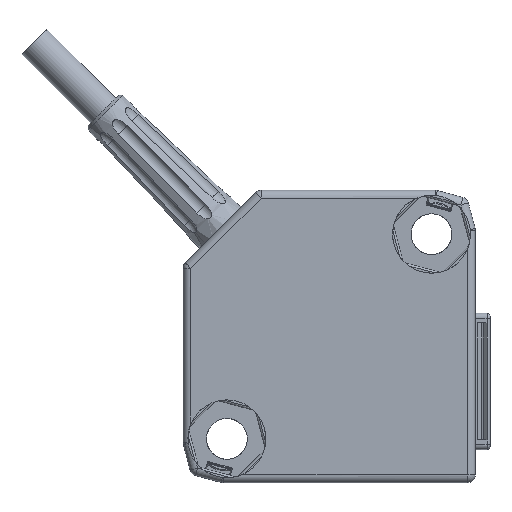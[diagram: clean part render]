
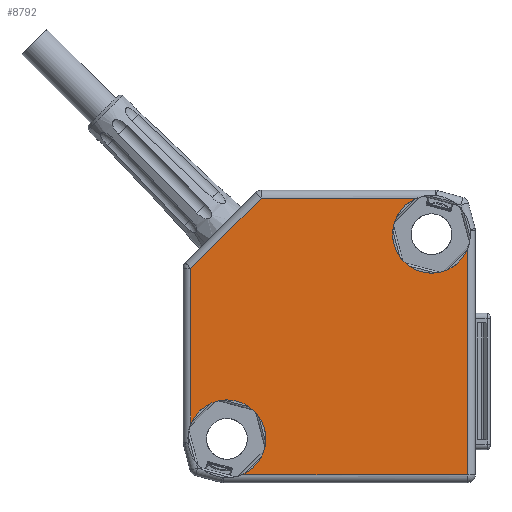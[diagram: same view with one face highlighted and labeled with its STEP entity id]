
A CAD part, front view. The second image highlights one B-rep face of the part: STEP entity #8792.
In plain terms, the highlighted planar face has unit normal (0, -1, 0).
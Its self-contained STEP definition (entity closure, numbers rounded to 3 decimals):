
#6253=DIRECTION('',(0.,0.,1.));
#6254=VECTOR('',#6253,23.18);
#6255=CARTESIAN_POINT('',(29.2,-8.1,0.8));
#6256=LINE('',#6255,#6254);
#6257=DIRECTION('',(1.,0.,0.));
#6258=VECTOR('',#6257,23.18);
#6259=CARTESIAN_POINT('',(6.02,-8.1,0.8));
#6260=LINE('',#6259,#6258);
#6261=CARTESIAN_POINT('',(4.5,-8.1,4.5));
#6262=DIRECTION('',(0.,-1.,0.));
#6263=DIRECTION('',(0.38,0.,-0.925));
#6264=AXIS2_PLACEMENT_3D('',#6261,#6262,#6263);
#6266=CARTESIAN_POINT('',(4.5,-8.1,4.5));
#6267=DIRECTION('',(0.,-1.,0.));
#6268=DIRECTION('',(0.707,0.,0.707));
#6269=AXIS2_PLACEMENT_3D('',#6266,#6267,#6268);
#6271=DIRECTION('',(0.,0.,-1.));
#6272=VECTOR('',#6271,15.975);
#6273=CARTESIAN_POINT('',(0.8,-8.1,21.995));
#6274=LINE('',#6273,#6272);
#6275=DIRECTION('',(-0.707,0.,-0.707));
#6276=VECTOR('',#6275,10.19);
#6277=CARTESIAN_POINT('',(8.005,-8.1,29.2));
#6278=LINE('',#6277,#6276);
#6279=DIRECTION('',(-1.,0.,0.));
#6280=VECTOR('',#6279,15.975);
#6281=CARTESIAN_POINT('',(23.98,-8.1,29.2));
#6282=LINE('',#6281,#6280);
#6283=CARTESIAN_POINT('',(25.5,-8.1,25.5));
#6284=DIRECTION('',(0.,-1.,0.));
#6285=DIRECTION('',(-0.38,0.,0.925));
#6286=AXIS2_PLACEMENT_3D('',#6283,#6284,#6285);
#6288=CARTESIAN_POINT('',(25.5,-8.1,25.5));
#6289=DIRECTION('',(0.,-1.,0.));
#6290=DIRECTION('',(-0.707,0.,-0.707));
#6291=AXIS2_PLACEMENT_3D('',#6288,#6289,#6290);
#6356=CARTESIAN_POINT('',(29.2,-8.1,23.98));
#6493=CARTESIAN_POINT('',(23.98,-8.1,29.2));
#7379=CARTESIAN_POINT('',(6.02,-8.1,0.8));
#7486=CARTESIAN_POINT('',(0.8,-8.1,6.02));
#8272=CARTESIAN_POINT('',(22.672,-8.1,22.672));
#8274=VERTEX_POINT('',#8272);
#8276=CARTESIAN_POINT('',(7.328,-8.1,7.328));
#8278=VERTEX_POINT('',#8276);
#8385=VERTEX_POINT('',#6356);
#8390=CARTESIAN_POINT('',(29.2,-8.1,0.8));
#8391=VERTEX_POINT('',#8390);
#8407=VERTEX_POINT('',#6493);
#8409=CARTESIAN_POINT('',(8.005,-8.1,29.2));
#8410=VERTEX_POINT('',#8409);
#8419=CARTESIAN_POINT('',(0.8,-8.1,21.995));
#8420=VERTEX_POINT('',#8419);
#8428=VERTEX_POINT('',#7486);
#8444=VERTEX_POINT('',#7379);
#8767=CARTESIAN_POINT('',(15.,-8.1,15.));
#8768=DIRECTION('',(0.,-1.,0.));
#8769=DIRECTION('',(0.707,0.,0.707));
#8770=AXIS2_PLACEMENT_3D('',#8767,#8768,#8769);
#8771=PLANE('',#8770);
#8773=ORIENTED_EDGE('',*,*,#8772,.F.);
#8775=ORIENTED_EDGE('',*,*,#8774,.F.);
#8777=ORIENTED_EDGE('',*,*,#8776,.T.);
#8779=ORIENTED_EDGE('',*,*,#8778,.T.);
#8781=ORIENTED_EDGE('',*,*,#8780,.F.);
#8783=ORIENTED_EDGE('',*,*,#8782,.F.);
#8785=ORIENTED_EDGE('',*,*,#8784,.F.);
#8787=ORIENTED_EDGE('',*,*,#8786,.T.);
#8789=ORIENTED_EDGE('',*,*,#8788,.T.);
#8790=EDGE_LOOP('',(#8773,#8775,#8777,#8779,#8781,#8783,#8785,#8787,#8789));
#8791=FACE_OUTER_BOUND('',#8790,.F.);
#6265=CIRCLE('',#6264,4.);
#6270=CIRCLE('',#6269,4.);
#6287=CIRCLE('',#6286,4.);
#6292=CIRCLE('',#6291,4.);
#8772=EDGE_CURVE('',#8391,#8385,#6256,.T.);
#8774=EDGE_CURVE('',#8444,#8391,#6260,.T.);
#8776=EDGE_CURVE('',#8444,#8278,#6265,.T.);
#8778=EDGE_CURVE('',#8278,#8428,#6270,.T.);
#8780=EDGE_CURVE('',#8420,#8428,#6274,.T.);
#8782=EDGE_CURVE('',#8410,#8420,#6278,.T.);
#8784=EDGE_CURVE('',#8407,#8410,#6282,.T.);
#8786=EDGE_CURVE('',#8407,#8274,#6287,.T.);
#8788=EDGE_CURVE('',#8274,#8385,#6292,.T.);
#8792=ADVANCED_FACE('',(#8791),#8771,.T.);
